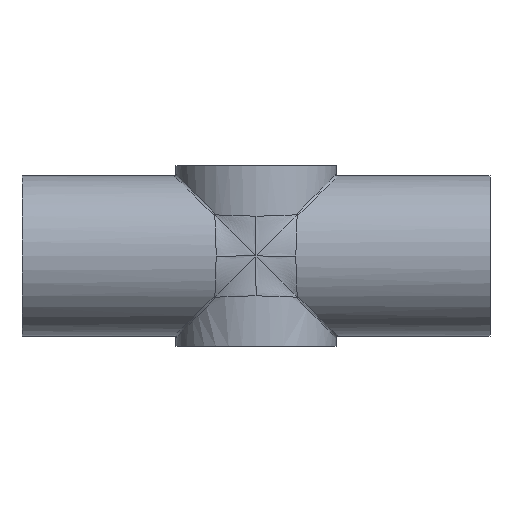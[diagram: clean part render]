
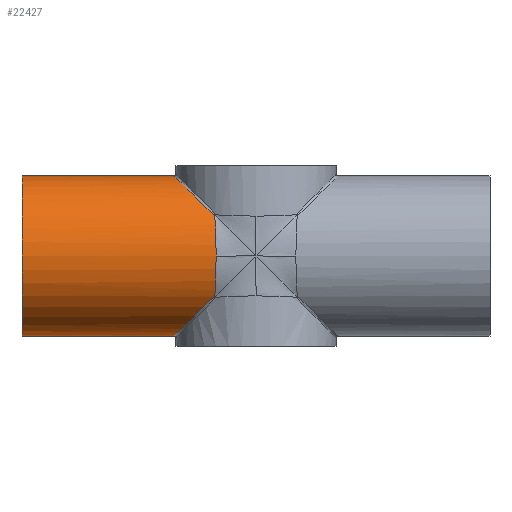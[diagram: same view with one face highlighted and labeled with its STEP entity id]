
A CAD part, front view. The second image highlights one B-rep face of the part: STEP entity #22427.
In plain terms, the highlighted cylindrical face has radius 77 mm (diameter 154 mm), a full revolution.
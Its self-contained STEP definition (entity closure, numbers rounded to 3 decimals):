
#3061=CARTESIAN_POINT('',(-38.424,-77.,0.));
#3062=VERTEX_POINT('',#3061);
#3086=CARTESIAN_POINT('',(-40.19,-66.291,-39.173));
#3087=VERTEX_POINT('',#3086);
#3088=CARTESIAN_POINT('',(-38.424,-77.,0.));
#3089=CARTESIAN_POINT('',(-38.424,-77.,-3.419));
#3090=CARTESIAN_POINT('',(-38.441,-76.768,-6.838));
#3091=CARTESIAN_POINT('',(-38.476,-76.33,-10.134));
#3092=CARTESIAN_POINT('',(-38.512,-75.879,-13.532));
#3093=CARTESIAN_POINT('',(-38.566,-75.21,-16.8));
#3094=CARTESIAN_POINT('',(-38.639,-74.406,-19.819));
#3095=CARTESIAN_POINT('',(-38.719,-73.529,-23.112));
#3096=CARTESIAN_POINT('',(-38.82,-72.492,-26.109));
#3097=CARTESIAN_POINT('',(-38.944,-71.453,-28.697));
#3098=CARTESIAN_POINT('',(-39.09,-70.224,-31.756));
#3099=CARTESIAN_POINT('',(-39.267,-68.996,-34.244));
#3100=CARTESIAN_POINT('',(-39.475,-68.05,-36.031));
#3101=CARTESIAN_POINT('',(-39.64,-67.299,-37.449));
#3102=CARTESIAN_POINT('',(-39.824,-66.728,-38.428));
#3103=CARTESIAN_POINT('',(-40.027,-66.449,-38.905));
#3104=CARTESIAN_POINT('',(-40.08,-66.376,-39.029));
#3105=CARTESIAN_POINT('',(-40.135,-66.323,-39.119));
#3106=CARTESIAN_POINT('',(-40.19,-66.291,-39.173));
#3107=B_SPLINE_CURVE_WITH_KNOTS('',3,(#3088,#3089,#3090,#3091,#3092,#3093,#3094,#3095,#3096,#3097,#3098,#3099,#3100,#3101,#3102,#3103,#3104,#3105,#3106),.UNSPECIFIED.,.F.,.U.,(4,3,3,3,3,3,4),(0.5,0.586,0.675,0.771,0.886,0.976,1.0),.UNSPECIFIED.);
#3108=EDGE_CURVE('',#3062,#3087,#3107,.T.);
#3694=CARTESIAN_POINT('',(-40.19,-66.291,39.173));
#3695=VERTEX_POINT('',#3694);
#3703=CARTESIAN_POINT('',(-40.19,-66.291,39.173));
#3704=CARTESIAN_POINT('',(-39.974,-66.416,38.962));
#3705=CARTESIAN_POINT('',(-39.777,-66.863,38.214));
#3706=CARTESIAN_POINT('',(-39.601,-67.527,37.002));
#3707=CARTESIAN_POINT('',(-39.376,-68.373,35.457));
#3708=CARTESIAN_POINT('',(-39.183,-69.57,33.154));
#3709=CARTESIAN_POINT('',(-39.022,-70.82,30.226));
#3710=CARTESIAN_POINT('',(-38.891,-71.844,27.825));
#3711=CARTESIAN_POINT('',(-38.781,-72.901,25.004));
#3712=CARTESIAN_POINT('',(-38.693,-73.831,21.864));
#3713=CARTESIAN_POINT('',(-38.611,-74.694,18.948));
#3714=CARTESIAN_POINT('',(-38.547,-75.447,15.758));
#3715=CARTESIAN_POINT('',(-38.503,-75.994,12.406));
#3716=CARTESIAN_POINT('',(-38.46,-76.52,9.182));
#3717=CARTESIAN_POINT('',(-38.435,-76.856,5.81));
#3718=CARTESIAN_POINT('',(-38.427,-76.962,2.407));
#3719=CARTESIAN_POINT('',(-38.425,-76.987,1.606));
#3720=CARTESIAN_POINT('',(-38.424,-77.,0.803));
#3721=CARTESIAN_POINT('',(-38.424,-77.,0.));
#3722=B_SPLINE_CURVE_WITH_KNOTS('',3,(#3703,#3704,#3705,#3706,#3707,#3708,#3709,#3710,#3711,#3712,#3713,#3714,#3715,#3716,#3717,#3718,#3719,#3720,#3721),.UNSPECIFIED.,.F.,.U.,(4,3,3,3,3,3,4),(0.0,0.092,0.209,0.305,0.394,0.48,0.5),.UNSPECIFIED.);
#3723=EDGE_CURVE('',#3695,#3062,#3722,.T.);
#7322=CARTESIAN_POINT('',(-38.424,77.,0.));
#7323=VERTEX_POINT('',#7322);
#7347=CARTESIAN_POINT('',(-40.19,66.291,39.173));
#7348=VERTEX_POINT('',#7347);
#7349=CARTESIAN_POINT('',(-38.424,77.,0.));
#7350=CARTESIAN_POINT('',(-38.424,77.,3.419));
#7351=CARTESIAN_POINT('',(-38.441,76.768,6.838));
#7352=CARTESIAN_POINT('',(-38.476,76.33,10.134));
#7353=CARTESIAN_POINT('',(-38.512,75.879,13.532));
#7354=CARTESIAN_POINT('',(-38.566,75.21,16.8));
#7355=CARTESIAN_POINT('',(-38.639,74.406,19.819));
#7356=CARTESIAN_POINT('',(-38.719,73.529,23.112));
#7357=CARTESIAN_POINT('',(-38.82,72.492,26.109));
#7358=CARTESIAN_POINT('',(-38.944,71.453,28.697));
#7359=CARTESIAN_POINT('',(-39.09,70.224,31.756));
#7360=CARTESIAN_POINT('',(-39.267,68.996,34.244));
#7361=CARTESIAN_POINT('',(-39.475,68.05,36.031));
#7362=CARTESIAN_POINT('',(-39.64,67.299,37.449));
#7363=CARTESIAN_POINT('',(-39.824,66.728,38.428));
#7364=CARTESIAN_POINT('',(-40.027,66.449,38.905));
#7365=CARTESIAN_POINT('',(-40.08,66.376,39.029));
#7366=CARTESIAN_POINT('',(-40.135,66.323,39.119));
#7367=CARTESIAN_POINT('',(-40.19,66.291,39.173));
#7368=B_SPLINE_CURVE_WITH_KNOTS('',3,(#7349,#7350,#7351,#7352,#7353,#7354,#7355,#7356,#7357,#7358,#7359,#7360,#7361,#7362,#7363,#7364,#7365,#7366,#7367),.UNSPECIFIED.,.F.,.U.,(4,3,3,3,3,3,4),(0.5,0.586,0.675,0.771,0.886,0.976,1.0),.UNSPECIFIED.);
#7369=EDGE_CURVE('',#7323,#7348,#7368,.T.);
#7955=CARTESIAN_POINT('',(-40.19,66.291,-39.173));
#7956=VERTEX_POINT('',#7955);
#7964=CARTESIAN_POINT('',(-40.19,66.291,-39.173));
#7965=CARTESIAN_POINT('',(-39.974,66.416,-38.962));
#7966=CARTESIAN_POINT('',(-39.777,66.863,-38.214));
#7967=CARTESIAN_POINT('',(-39.601,67.527,-37.002));
#7968=CARTESIAN_POINT('',(-39.376,68.373,-35.457));
#7969=CARTESIAN_POINT('',(-39.183,69.57,-33.154));
#7970=CARTESIAN_POINT('',(-39.022,70.82,-30.226));
#7971=CARTESIAN_POINT('',(-38.891,71.844,-27.825));
#7972=CARTESIAN_POINT('',(-38.781,72.901,-25.004));
#7973=CARTESIAN_POINT('',(-38.693,73.831,-21.864));
#7974=CARTESIAN_POINT('',(-38.611,74.694,-18.948));
#7975=CARTESIAN_POINT('',(-38.547,75.447,-15.758));
#7976=CARTESIAN_POINT('',(-38.503,75.994,-12.406));
#7977=CARTESIAN_POINT('',(-38.46,76.52,-9.182));
#7978=CARTESIAN_POINT('',(-38.435,76.856,-5.81));
#7979=CARTESIAN_POINT('',(-38.427,76.962,-2.407));
#7980=CARTESIAN_POINT('',(-38.425,76.987,-1.606));
#7981=CARTESIAN_POINT('',(-38.424,77.,-0.803));
#7982=CARTESIAN_POINT('',(-38.424,77.,0.));
#7983=B_SPLINE_CURVE_WITH_KNOTS('',3,(#7964,#7965,#7966,#7967,#7968,#7969,#7970,#7971,#7972,#7973,#7974,#7975,#7976,#7977,#7978,#7979,#7980,#7981,#7982),.UNSPECIFIED.,.F.,.U.,(4,3,3,3,3,3,4),(0.0,0.092,0.209,0.305,0.394,0.48,0.5),.UNSPECIFIED.);
#7984=EDGE_CURVE('',#7956,#7323,#7983,.T.);
#21762=CARTESIAN_POINT('',(0.0,0.0,0.0));
#21763=DIRECTION('',(0.698,0.0,0.716));
#21764=DIRECTION('',(-0.716,0.0,0.698));
#21765=AXIS2_PLACEMENT_3D('',#21762,#21763,#21764);
#21766=ELLIPSE('',#21765,110.318,77.);
#21767=EDGE_CURVE('',#7348,#3695,#21766,.T.);
#21954=CARTESIAN_POINT('',(0.0,0.0,0.0));
#21955=DIRECTION('',(0.698,0.0,-0.716));
#21956=DIRECTION('',(-0.716,0.0,-0.698));
#21957=AXIS2_PLACEMENT_3D('',#21954,#21955,#21956);
#21958=ELLIPSE('',#21957,110.318,77.);
#21959=EDGE_CURVE('',#3087,#7956,#21958,.T.);
#22403=CARTESIAN_POINT('',(0.0,0.0,0.0));
#22404=DIRECTION('',(-1.0,0.0,0.0));
#22405=DIRECTION('',(0.0,-1.0,0.0));
#22406=AXIS2_PLACEMENT_3D('',#22403,#22404,#22405);
#22407=CYLINDRICAL_SURFACE('',#22406,77.);
#22408=CARTESIAN_POINT('',(-225.0,-77.,0.0));
#22409=VERTEX_POINT('',#22408);
#22410=CARTESIAN_POINT('',(-225.0,0.0,0.0));
#22411=DIRECTION('',(-1.0,0.0,0.0));
#22412=DIRECTION('',(0.0,-1.0,0.0));
#22413=AXIS2_PLACEMENT_3D('',#22410,#22411,#22412);
#22414=CIRCLE('',#22413,77.);
#22415=EDGE_CURVE('',#22409,#22409,#22414,.T.);
#22416=ORIENTED_EDGE('',*,*,#22415,.F.);
#22417=EDGE_LOOP('',(#22416));
#22418=FACE_OUTER_BOUND('',#22417,.T.);
#22419=ORIENTED_EDGE('',*,*,#3723,.F.);
#22420=ORIENTED_EDGE('',*,*,#21767,.F.);
#22421=ORIENTED_EDGE('',*,*,#7369,.F.);
#22422=ORIENTED_EDGE('',*,*,#7984,.F.);
#22423=ORIENTED_EDGE('',*,*,#21959,.F.);
#22424=ORIENTED_EDGE('',*,*,#3108,.F.);
#22425=EDGE_LOOP('',(#22419,#22420,#22421,#22422,#22423,#22424));
#22426=FACE_BOUND('',#22425,.T.);
#22427=ADVANCED_FACE('',(#22418,#22426),#22407,.T.);
